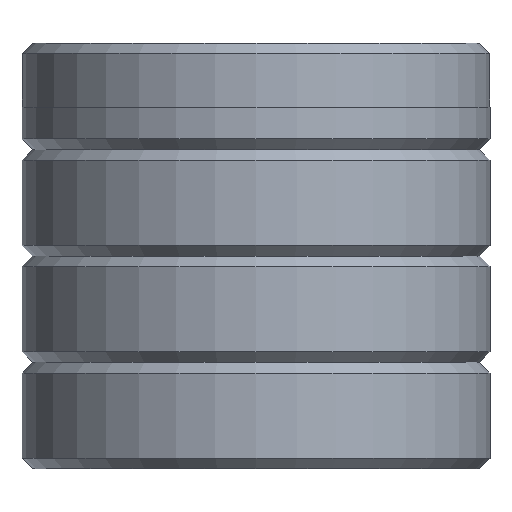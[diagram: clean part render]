
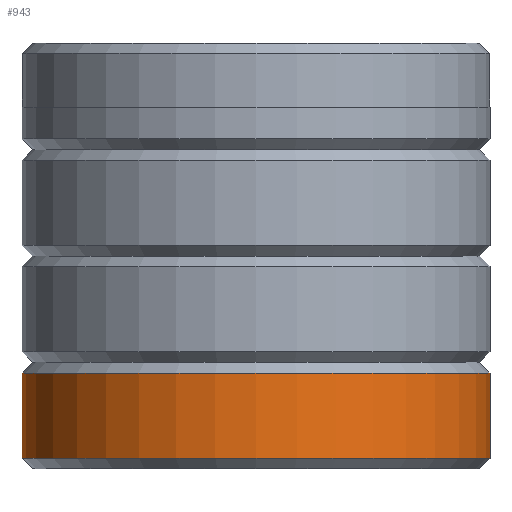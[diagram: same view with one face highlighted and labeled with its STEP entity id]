
A CAD part, front view. The second image highlights one B-rep face of the part: STEP entity #943.
In plain terms, the highlighted cylindrical face has radius 11 mm (diameter 22 mm), a partial arc.
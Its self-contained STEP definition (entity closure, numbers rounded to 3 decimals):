
#2 = DIRECTION ( 'NONE',  ( 0., 0., -1. ) ) ;
#16 = ORIENTED_EDGE ( 'NONE', *, *, #604, .T. ) ;
#35 = LINE ( 'NONE', #1381, #816 ) ;
#85 = VERTEX_POINT ( 'NONE', #1571 ) ;
#319 = CARTESIAN_POINT ( 'NONE',  ( 0., 0., 20. ) ) ;
#331 = ORIENTED_EDGE ( 'NONE', *, *, #570, .T. ) ;
#422 = VERTEX_POINT ( 'NONE', #685 ) ;
#559 = EDGE_CURVE ( 'NONE', #85, #422, #1902, .T. ) ;
#570 = EDGE_CURVE ( 'NONE', #85, #1055, #690, .T. ) ;
#604 = EDGE_CURVE ( 'NONE', #623, #422, #1003, .T. ) ;
#623 = VERTEX_POINT ( 'NONE', #1561 ) ;
#634 = CARTESIAN_POINT ( 'NONE',  ( 0., 0., 4.5 ) ) ;
#643 = CARTESIAN_POINT ( 'NONE',  ( 0., 0., 0.5 ) ) ;
#685 = CARTESIAN_POINT ( 'NONE',  ( 11., 0., 0.5 ) ) ;
#690 = CIRCLE ( 'NONE', #1677, 11. ) ;
#697 = ORIENTED_EDGE ( 'NONE', *, *, #559, .F. ) ;
#791 = DIRECTION ( 'NONE',  ( -1., 0., 0. ) ) ;
#801 = DIRECTION ( 'NONE',  ( 1., 0., 0. ) ) ;
#816 = VECTOR ( 'NONE', #2, 1000. ) ;
#876 = EDGE_CURVE ( 'NONE', #1055, #623, #35, .T. ) ;
#943 = ADVANCED_FACE ( 'NONE', ( #1205 ), #1123, .T. ) ;
#1003 = CIRCLE ( 'NONE', #1883, 11. ) ;
#1055 = VERTEX_POINT ( 'NONE', #1753 ) ;
#1057 = EDGE_LOOP ( 'NONE', ( #697, #331, #1558, #16 ) ) ;
#1088 = DIRECTION ( 'NONE',  ( -1., 0., 0. ) ) ;
#1123 = CYLINDRICAL_SURFACE ( 'NONE', #1600, 11. ) ;
#1198 = DIRECTION ( 'NONE',  ( 0., 0., -1. ) ) ;
#1205 = FACE_OUTER_BOUND ( 'NONE', #1057, .T. ) ;
#1381 = CARTESIAN_POINT ( 'NONE',  ( -11., 0., 20. ) ) ;
#1398 = DIRECTION ( 'NONE',  ( 0., 0., -1. ) ) ;
#1456 = VECTOR ( 'NONE', #1198, 1000. ) ;
#1524 = CARTESIAN_POINT ( 'NONE',  ( 11., 0., 20. ) ) ;
#1558 = ORIENTED_EDGE ( 'NONE', *, *, #876, .T. ) ;
#1561 = CARTESIAN_POINT ( 'NONE',  ( -11., 0., 0.5 ) ) ;
#1571 = CARTESIAN_POINT ( 'NONE',  ( 11., 0., 4.5 ) ) ;
#1600 = AXIS2_PLACEMENT_3D ( 'NONE', #319, #1398, #1088 ) ;
#1677 = AXIS2_PLACEMENT_3D ( 'NONE', #634, #1706, #791 ) ;
#1706 = DIRECTION ( 'NONE',  ( 0., 0., -1. ) ) ;
#1711 = DIRECTION ( 'NONE',  ( 0., 0., 1. ) ) ;
#1753 = CARTESIAN_POINT ( 'NONE',  ( -11., 0., 4.5 ) ) ;
#1883 = AXIS2_PLACEMENT_3D ( 'NONE', #643, #1711, #801 ) ;
#1902 = LINE ( 'NONE', #1524, #1456 ) ;
